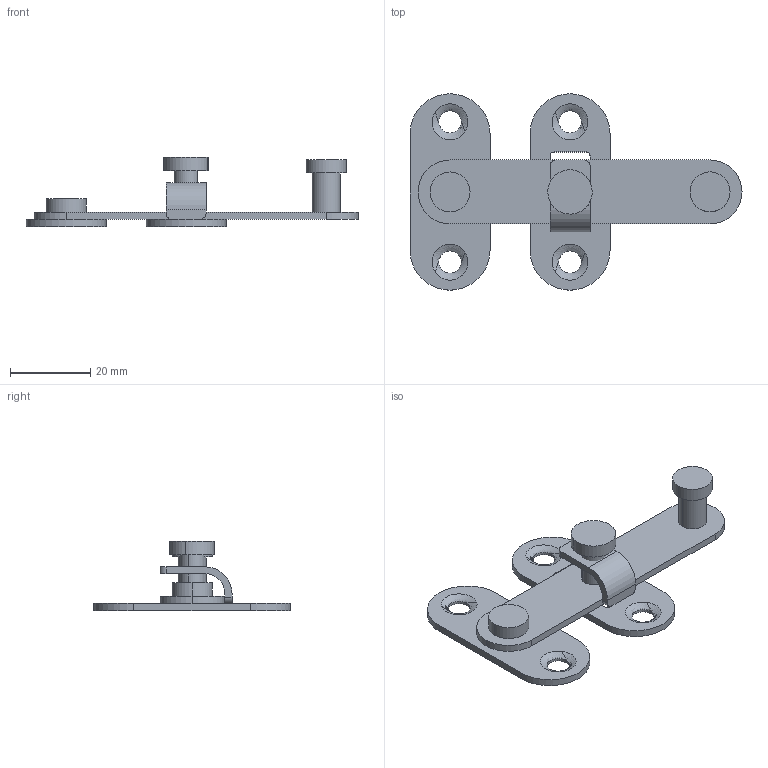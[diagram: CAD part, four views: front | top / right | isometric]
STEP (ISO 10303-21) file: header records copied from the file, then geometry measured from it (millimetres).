
FILE_DESCRIPTION (( 'STEP AP214' ), '1' );
FILE_NAME ('A494 Çàùåëêà, ïàç 10-45.STEP', '2023-07-05T08:31:04', ( '' ), ( '' ), 'SwSTEP 2.0', 'SolidWorks 2022', '' );
FILE_SCHEMA (( 'AUTOMOTIVE_DESIGN' ));
Length unit declared in the file: millimetre
Products named in the file (5): A494 Ответная планка_00; A494 Крепление_00; A494 Защелка, паз 10-45; A494 Засов_00; A494 Винт_00
Assembly tree (4 placements, depth 2):
  A494 Защелка, паз 10-45
    A494 Крепление_00
    A494 Засов_00
    A494 Ответная планка_00
    A494 Винт_00
Bounding box: 83 x 49.1 x 17.3 mm (x, y, z)
Volume: 6760.2 mm3; surface area: 8077.2 mm2
Topology: 4 solids, 4 shells, 83 faces, 206 edges, 136 vertices
Faces by surface type: cylinder 42, plane 33, bspline 8
Entity records: 2842 total; most frequent: CARTESIAN_POINT 544, DIRECTION 462, ORIENTED_EDGE 412, EDGE_CURVE 206, AXIS2_PLACEMENT_3D 182, VERTEX_POINT 136, EDGE_LOOP 102, CIRCLE 100
